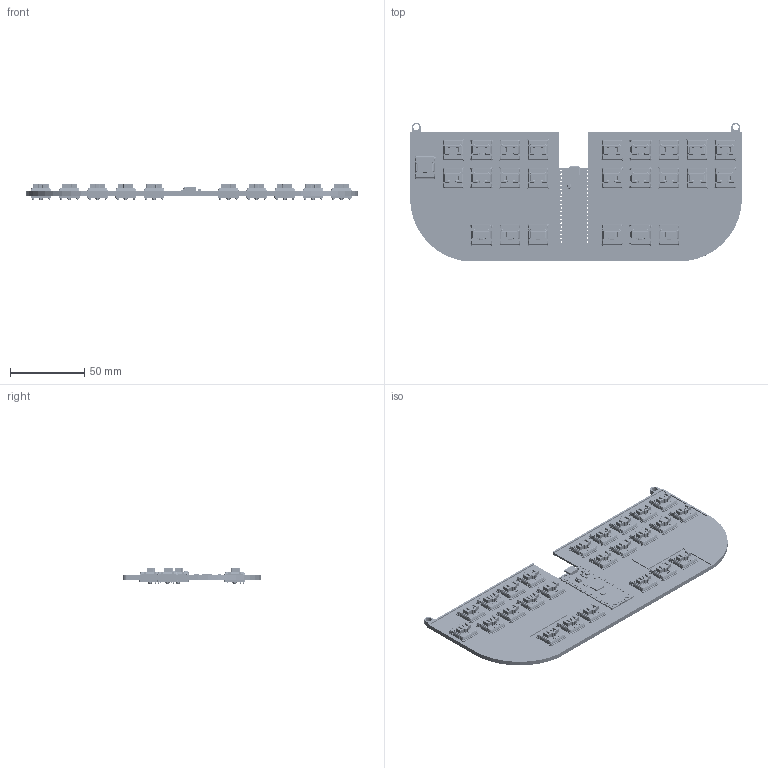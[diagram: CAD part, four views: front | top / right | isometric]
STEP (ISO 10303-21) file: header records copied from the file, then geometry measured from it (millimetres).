
FILE_DESCRIPTION(/* description */ ('STEP AP242 Edition 2','CAx-IF Rec.Pracs.---Representation and Presentation of Product Manufacturing Information (PMI)---4.0---2014-10-13','CAx-IF Rec.Pracs.---3D Tessellated Geometry---0.4---2014-09-14','2;1','CAx-IF Rec.Pracs.---User Defined Attributes---1.5---2016-08-15'),/* implementation_level */ '2;1');
FILE_NAME(/* name */ '693c4b4a94c167501774b1aa',/* time_stamp */ '2025-12-12T17:05:16Z',/* author */ (''),/* organization */ (''),/* preprocessor_version */ 'ST-DEVELOPER v20',/* originating_system */ 'ONSHAPE BY PTC INC, 1.207',/* authorisation */ ' ');
FILE_SCHEMA (('AP242_MANAGED_MODEL_BASED_3D_ENGINEERING_MIM_LF { 1 0 10303 442 3 1 4 }'));
Length unit declared in the file: metre
Products named in the file (14): StenoKeyboard 1; Kailh Choc Low Profile Switch; StenoKeyboard_PCB; RaspberryPi_Pico <1>; RaspberryPi_Pico_Module_KiCad; Part 12
Assembly tree (229 placements, depth 3):
  StenoKeyboard 1
    Kailh Choc Low Profile Switch  x25
    Kailh Choc Low Profile Switch  x25
    Kailh Choc Low Profile Switch  x25
    Kailh Choc Low Profile Switch  x25
    Kailh Choc Low Profile Switch  x25
    Kailh Choc Low Profile Switch  x25
    Kailh Choc Low Profile Switch  x25
    Kailh Choc Low Profile Switch  x25
    StenoKeyboard_PCB
    Kailh Choc Low Profile Switch  x25
    RaspberryPi_Pico <1>
      RaspberryPi_Pico_Module_KiCad
    Part 12
Bounding box: 223.7 x 93.4 x 11 mm (x, y, z)
Volume: 65358.9 mm3; surface area: 97173.1 mm2
Topology: 228 solids, 228 shells, 14234 faces, 38092 edges, 24426 vertices
Faces by surface type: plane 9335, cylinder 3397, bspline 500, cone 450, torus 352, sphere 200
Full cylindrical faces by diameter (mm): 1 x83, 1.45 x50, 1.85 x2, 2.1 x4, 2.2 x2, 4 x2, 5.1 x25
Entity records: 36355 total; most frequent: CARTESIAN_POINT 6590, DIRECTION 5747, ORIENTED_EDGE 5232, EDGE_CURVE 2616, AXIS2_PLACEMENT_3D 1989, VERTEX_POINT 1818, LINE 1769, VECTOR 1769
